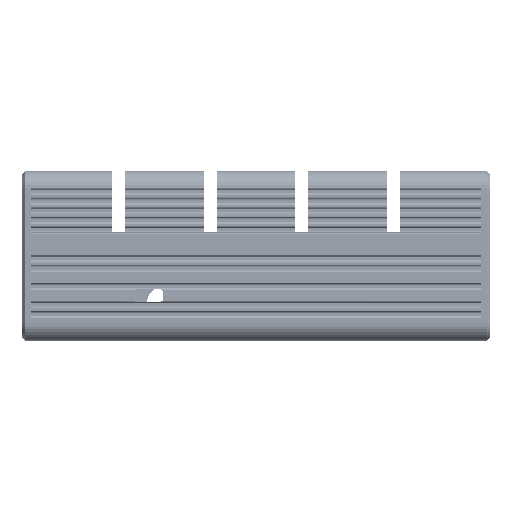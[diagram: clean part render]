
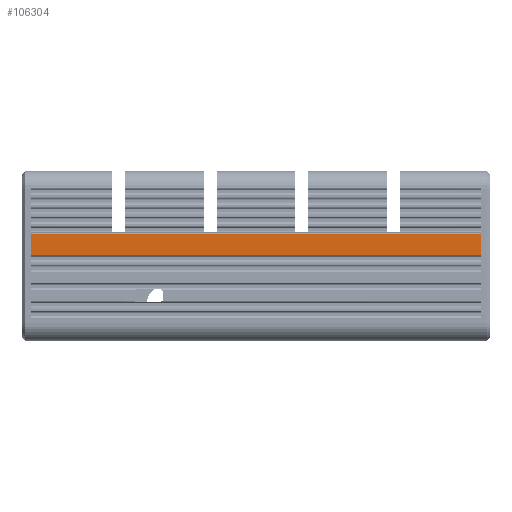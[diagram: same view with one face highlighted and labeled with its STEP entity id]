
A CAD part, front view. The second image highlights one B-rep face of the part: STEP entity #106304.
In plain terms, the highlighted face is planar.
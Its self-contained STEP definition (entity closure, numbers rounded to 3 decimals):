
#6560=FACE_OUTER_BOUND('',#12456,.T.);
#12456=EDGE_LOOP('',(#76769,#76770,#76771,#76772));
#24977=LINE('',#163032,#33292);
#25496=LINE('',#166914,#33811);
#27131=LINE('',#172073,#35446);
#27132=LINE('',#172075,#35447);
#33292=VECTOR('',#125841,4.804);
#33811=VECTOR('',#129226,4.804);
#35446=VECTOR('',#133929,103.5);
#35447=VECTOR('',#133932,103.5);
#41637=VERTEX_POINT('',#163029);
#41638=VERTEX_POINT('',#163031);
#43549=VERTEX_POINT('',#166911);
#43550=VERTEX_POINT('',#166913);
#52945=EDGE_CURVE('',#41637,#41638,#24977,.T.);
#54878=EDGE_CURVE('',#43550,#43549,#25496,.T.);
#57281=EDGE_CURVE('',#43549,#41638,#27131,.T.);
#57282=EDGE_CURVE('',#41637,#43550,#27132,.T.);
#76769=ORIENTED_EDGE('',*,*,#52945,.F.);
#76770=ORIENTED_EDGE('',*,*,#57282,.T.);
#76771=ORIENTED_EDGE('',*,*,#54878,.T.);
#76772=ORIENTED_EDGE('',*,*,#57281,.T.);
#104124=PLANE('',#114320);
#106304=ADVANCED_FACE('',(#6560),#104124,.T.);
#114320=AXIS2_PLACEMENT_3D('',#172074,#133930,#133931);
#125841=DIRECTION('',(0.,0.,-1.));
#129226=DIRECTION('',(0.,0.,-1.));
#133929=DIRECTION('',(-1.,0.,0.));
#133930=DIRECTION('center_axis',(0.,1.,0.));
#133931=DIRECTION('ref_axis',(0.,0.,1.));
#133932=DIRECTION('',(1.,0.,0.));
#163029=CARTESIAN_POINT('',(0.,51.803,-17.393));
#163031=CARTESIAN_POINT('',(0.,51.803,-22.197));
#163032=CARTESIAN_POINT('',(0.,51.803,-17.393));
#166911=CARTESIAN_POINT('',(103.5,51.803,-22.197));
#166913=CARTESIAN_POINT('',(103.5,51.803,-17.393));
#166914=CARTESIAN_POINT('',(103.5,51.803,-17.393));
#172073=CARTESIAN_POINT('',(103.5,51.803,-22.197));
#172074=CARTESIAN_POINT('Origin',(0.,51.803,-22.197));
#172075=CARTESIAN_POINT('',(0.,51.803,-17.393));
